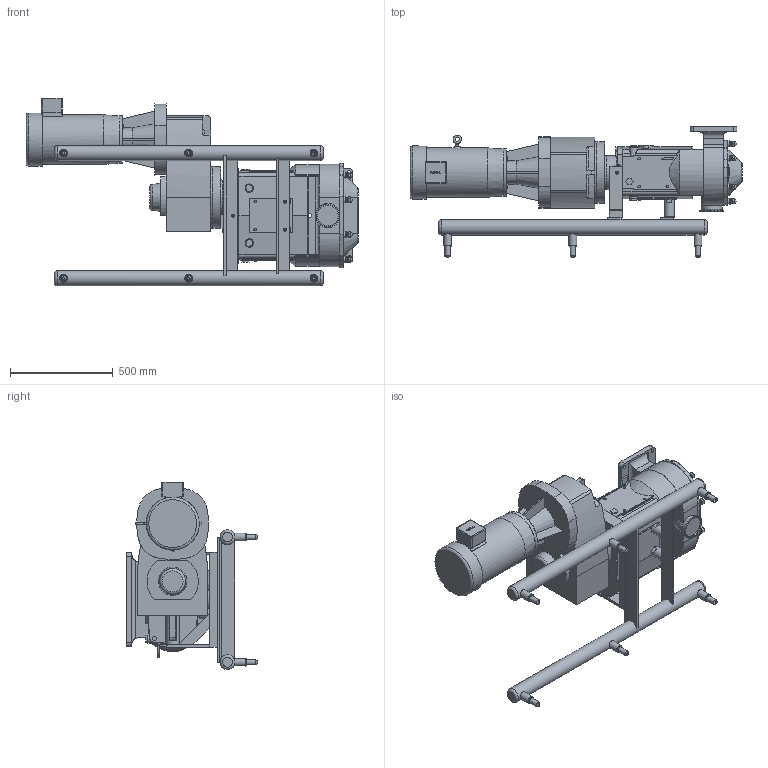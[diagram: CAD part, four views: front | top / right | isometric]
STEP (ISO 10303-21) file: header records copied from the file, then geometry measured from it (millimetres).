
FILE_DESCRIPTION(/* description */ (''),/* implementation_level */ '2;1');
FILE_NAME(/* name */ 'U2_214U2_215TC_(3.45 x 12.70)x4_S-Line_10HP_SIDE_SM.stp',/* time_stamp */ '2021-05-24T18:39:41+05:00',/* author */ ('trtmhr'),/* organization */ (''),/* preprocessor_version */ 'ST-DEVELOPER v18.1',/* originating_system */ 'Autodesk Inventor 2020',/* authorisation */ '');
FILE_SCHEMA (('AUTOMOTIVE_DESIGN { 1 0 10303 214 3 1 1 }'));
Length unit declared in the file: inch
Products named in the file (1): U2_214U2_215TC_(3.45 x 12.70)x4_S-Line_10HP_SIDE_SM
Bounding box: 1616.74 x 635.83 x 913.04 mm (x, y, z)
Volume: 153002423.3 mm3; surface area: 4178590.5 mm2
Topology: 6 solids, 6 shells, 1029 faces, 2678 edges, 1734 vertices
Faces by surface type: plane 521, cylinder 264, bspline 105, torus 75, cone 48, sphere 16
Full cylindrical faces by diameter (mm): 2.54 x2, 5.08 x1, 6.39 x1, 7.62 x2, 7.798 x1, 10.719 x1, 12.141 x1, 12.395 x5, 12.7 x8, 14.224 x2, 14.3 x3, 17.526 x6, 23.012 x8, 25.4 x6, 29.083 x8, 38.1 x10, 50.8 x2, 101.6 x1, 102.946 x1, 103.962 x1, 119.024 x1, 232.994 x1, 241.579 x1, 258.572 x1, 299.974 x1, 299.999 x1
Entity records: 35264 total; most frequent: CARTESIAN_POINT 10020, ORIENTED_EDGE 5338, DIRECTION 5071, EDGE_CURVE 2669, AXIS2_PLACEMENT_3D 1808, VERTEX_POINT 1734, LINE 1455, VECTOR 1455
